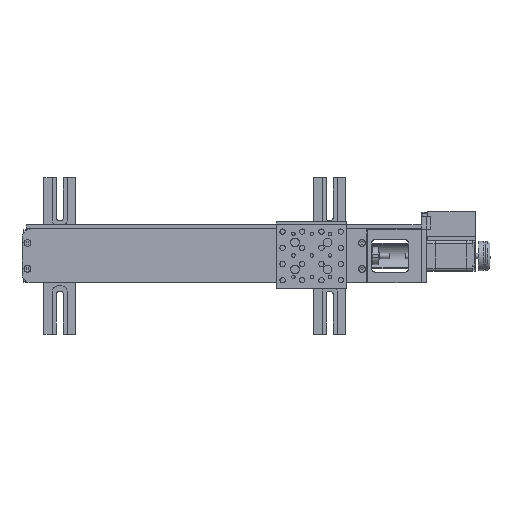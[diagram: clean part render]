
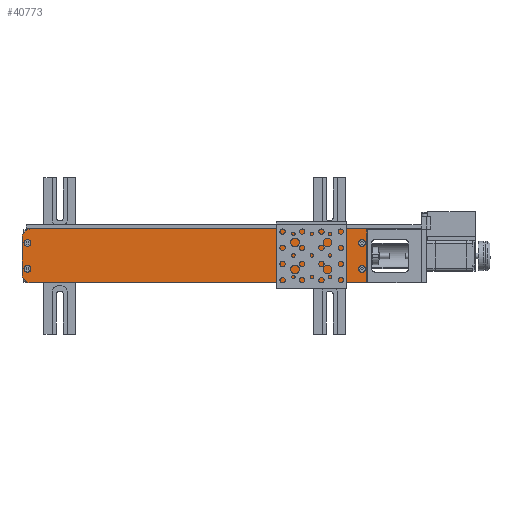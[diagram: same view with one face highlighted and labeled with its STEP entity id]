
A CAD part, top view. The second image highlights one B-rep face of the part: STEP entity #40773.
In plain terms, the highlighted face is planar.
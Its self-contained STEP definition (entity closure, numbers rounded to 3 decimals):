
#555=FACE_BOUND('',#13992,.T.);
#556=FACE_BOUND('',#13993,.T.);
#557=FACE_BOUND('',#13994,.T.);
#558=FACE_BOUND('',#13995,.T.);
#1619=PLANE('',#44023);
#4774=LINE('',#65227,#8568);
#4778=LINE('',#65239,#8572);
#4782=LINE('',#65251,#8576);
#4785=LINE('',#65255,#8579);
#8568=VECTOR('',#52450,10.);
#8572=VECTOR('',#52462,10.);
#8576=VECTOR('',#52474,10.);
#8579=VECTOR('',#52479,10.);
#11693=FACE_OUTER_BOUND('',#13991,.T.);
#13991=EDGE_LOOP('',(#32821,#32822,#32823,#32824,#32825,#32826));
#13992=EDGE_LOOP('',(#32827,#32828));
#13993=EDGE_LOOP('',(#32829,#32830));
#13994=EDGE_LOOP('',(#32831,#32832));
#13995=EDGE_LOOP('',(#32833,#32834));
#15793=CIRCLE('',#43986,3.15);
#15794=CIRCLE('',#43987,3.15);
#15798=CIRCLE('',#43993,3.15);
#15799=CIRCLE('',#43994,3.15);
#15803=CIRCLE('',#44000,3.15);
#15804=CIRCLE('',#44001,3.15);
#15808=CIRCLE('',#44007,3.15);
#15809=CIRCLE('',#44008,3.15);
#15814=CIRCLE('',#44016,8.);
#15816=CIRCLE('',#44020,8.);
#18737=VERTEX_POINT('',#65165);
#18738=VERTEX_POINT('',#65166);
#18742=VERTEX_POINT('',#65179);
#18743=VERTEX_POINT('',#65180);
#18747=VERTEX_POINT('',#65193);
#18748=VERTEX_POINT('',#65194);
#18752=VERTEX_POINT('',#65207);
#18753=VERTEX_POINT('',#65208);
#18759=VERTEX_POINT('',#65224);
#18760=VERTEX_POINT('',#65226);
#18762=VERTEX_POINT('',#65232);
#18764=VERTEX_POINT('',#65238);
#18766=VERTEX_POINT('',#65244);
#18768=VERTEX_POINT('',#65250);
#23696=EDGE_CURVE('',#18737,#18738,#15793,.T.);
#23697=EDGE_CURVE('',#18738,#18737,#15794,.T.);
#23703=EDGE_CURVE('',#18742,#18743,#15798,.T.);
#23704=EDGE_CURVE('',#18743,#18742,#15799,.T.);
#23710=EDGE_CURVE('',#18747,#18748,#15803,.T.);
#23711=EDGE_CURVE('',#18748,#18747,#15804,.T.);
#23717=EDGE_CURVE('',#18752,#18753,#15808,.T.);
#23718=EDGE_CURVE('',#18753,#18752,#15809,.T.);
#23726=EDGE_CURVE('',#18760,#18759,#4774,.T.);
#23729=EDGE_CURVE('',#18762,#18760,#15814,.T.);
#23732=EDGE_CURVE('',#18764,#18762,#4778,.T.);
#23735=EDGE_CURVE('',#18766,#18764,#15816,.T.);
#23738=EDGE_CURVE('',#18768,#18766,#4782,.T.);
#23741=EDGE_CURVE('',#18759,#18768,#4785,.T.);
#32821=ORIENTED_EDGE('',*,*,#23741,.T.);
#32822=ORIENTED_EDGE('',*,*,#23738,.T.);
#32823=ORIENTED_EDGE('',*,*,#23735,.T.);
#32824=ORIENTED_EDGE('',*,*,#23732,.T.);
#32825=ORIENTED_EDGE('',*,*,#23729,.T.);
#32826=ORIENTED_EDGE('',*,*,#23726,.T.);
#32827=ORIENTED_EDGE('',*,*,#23696,.T.);
#32828=ORIENTED_EDGE('',*,*,#23697,.T.);
#32829=ORIENTED_EDGE('',*,*,#23703,.T.);
#32830=ORIENTED_EDGE('',*,*,#23704,.T.);
#32831=ORIENTED_EDGE('',*,*,#23710,.T.);
#32832=ORIENTED_EDGE('',*,*,#23711,.T.);
#32833=ORIENTED_EDGE('',*,*,#23717,.T.);
#32834=ORIENTED_EDGE('',*,*,#23718,.T.);
#40773=ADVANCED_FACE('',(#11693,#555,#556,#557,#558),#1619,.T.);
#43986=AXIS2_PLACEMENT_3D('',#65167,#52384,#52385);
#43987=AXIS2_PLACEMENT_3D('',#65168,#52386,#52387);
#43993=AXIS2_PLACEMENT_3D('',#65181,#52400,#52401);
#43994=AXIS2_PLACEMENT_3D('',#65182,#52402,#52403);
#44000=AXIS2_PLACEMENT_3D('',#65195,#52416,#52417);
#44001=AXIS2_PLACEMENT_3D('',#65196,#52418,#52419);
#44007=AXIS2_PLACEMENT_3D('',#65209,#52432,#52433);
#44008=AXIS2_PLACEMENT_3D('',#65210,#52434,#52435);
#44016=AXIS2_PLACEMENT_3D('',#65233,#52456,#52457);
#44020=AXIS2_PLACEMENT_3D('',#65245,#52468,#52469);
#44023=AXIS2_PLACEMENT_3D('',#65256,#52480,#52481);
#52384=DIRECTION('center_axis',(0.,-1.,
-0.004));
#52385=DIRECTION('ref_axis',(1.,0.,0.));
#52386=DIRECTION('center_axis',(0.,-1.,
-0.004));
#52387=DIRECTION('ref_axis',(1.,0.,0.));
#52400=DIRECTION('center_axis',(0.,-1.,
-0.004));
#52401=DIRECTION('ref_axis',(1.,0.,0.));
#52402=DIRECTION('center_axis',(0.,-1.,
-0.004));
#52403=DIRECTION('ref_axis',(1.,0.,0.));
#52416=DIRECTION('center_axis',(0.,-1.,
-0.004));
#52417=DIRECTION('ref_axis',(1.,0.,0.));
#52418=DIRECTION('center_axis',(0.,-1.,
-0.004));
#52419=DIRECTION('ref_axis',(1.,0.,0.));
#52432=DIRECTION('center_axis',(0.,-1.,
-0.004));
#52433=DIRECTION('ref_axis',(1.,0.,0.));
#52434=DIRECTION('center_axis',(0.,-1.,
-0.004));
#52435=DIRECTION('ref_axis',(1.,0.,0.));
#52450=DIRECTION('',(0.,0.004,-1.));
#52456=DIRECTION('center_axis',(0.,1.,
0.004));
#52457=DIRECTION('ref_axis',(0.,-0.004,
1.));
#52462=DIRECTION('',(1.,0.,0.));
#52468=DIRECTION('center_axis',(0.,1.,
0.004));
#52469=DIRECTION('ref_axis',(-1.,0.,0.));
#52474=DIRECTION('',(0.,-0.004,1.));
#52479=DIRECTION('',(-1.,0.,0.));
#52480=DIRECTION('center_axis',(0.,1.,
0.004));
#52481=DIRECTION('ref_axis',(1.,0.,0.));
#65165=CARTESIAN_POINT('',(6.209,23.107,207.97));
#65166=CARTESIAN_POINT('',(-0.091,23.107,207.97));
#65167=CARTESIAN_POINT('Origin',(3.059,23.107,207.97));
#65168=CARTESIAN_POINT('Origin',(3.059,23.107,207.97));
#65179=CARTESIAN_POINT('',(6.209,21.887,517.968));
#65180=CARTESIAN_POINT('',(-0.091,21.887,517.968));
#65181=CARTESIAN_POINT('Origin',(3.059,21.887,517.968));
#65182=CARTESIAN_POINT('Origin',(3.059,21.887,517.968));
#65193=CARTESIAN_POINT('',(30.209,21.887,517.968));
#65194=CARTESIAN_POINT('',(23.909,21.887,517.968));
#65195=CARTESIAN_POINT('Origin',(27.059,21.887,517.968));
#65196=CARTESIAN_POINT('Origin',(27.059,21.887,517.968));
#65207=CARTESIAN_POINT('',(30.209,23.107,207.97));
#65208=CARTESIAN_POINT('',(23.909,23.107,207.97));
#65209=CARTESIAN_POINT('Origin',(27.059,23.107,207.97));
#65210=CARTESIAN_POINT('Origin',(27.059,23.107,207.97));
#65224=CARTESIAN_POINT('',(40.059,23.125,203.47));
#65226=CARTESIAN_POINT('',(40.059,21.899,514.968));
#65227=CARTESIAN_POINT('',(40.059,21.899,514.968));
#65232=CARTESIAN_POINT('',(32.059,21.868,522.968));
#65233=CARTESIAN_POINT('Origin',(32.059,21.899,514.968));
#65238=CARTESIAN_POINT('',(-1.941,21.868,522.968));
#65239=CARTESIAN_POINT('',(-2.441,21.868,522.968));
#65244=CARTESIAN_POINT('',(-9.941,21.899,514.968));
#65245=CARTESIAN_POINT('Origin',(-1.941,21.899,514.968));
#65250=CARTESIAN_POINT('',(-9.941,23.125,203.47));
#65251=CARTESIAN_POINT('',(-9.941,23.125,203.47));
#65255=CARTESIAN_POINT('',(40.059,23.125,203.47));
#65256=CARTESIAN_POINT('Origin',(15.059,22.496,363.219));
